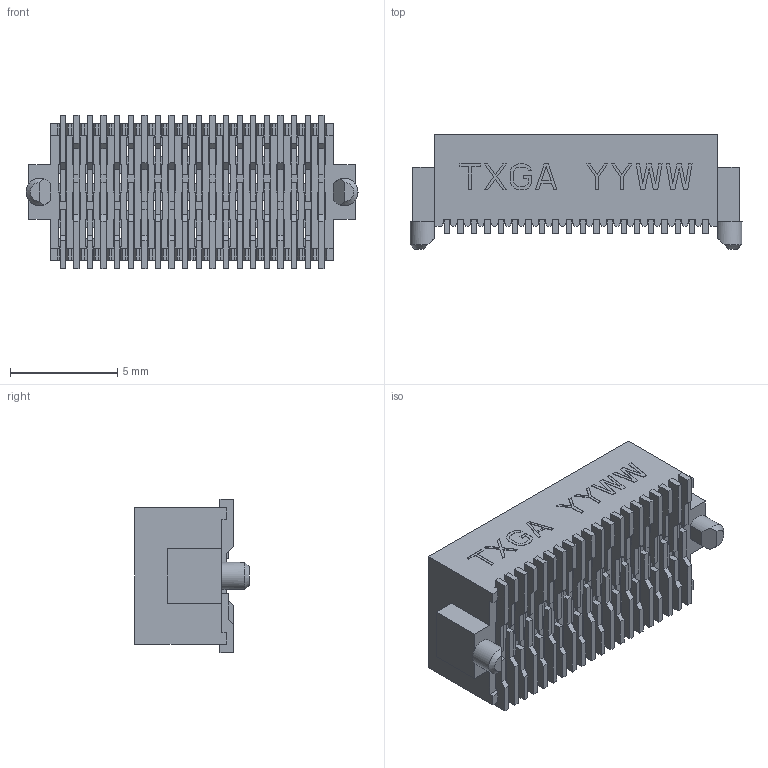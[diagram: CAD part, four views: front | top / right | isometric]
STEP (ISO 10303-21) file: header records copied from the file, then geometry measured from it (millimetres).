
FILE_DESCRIPTION((''),'2;1');
FILE_NAME('FBB12709-F20-H46_ASM','2026-03-17T10:00:57',('gongchengVV'),(''),'CREO PARAMETRIC BY PTC INC, 2020033','CREO PARAMETRIC BY PTC INC, 2020033','');
FILE_SCHEMA(('CONFIG_CONTROL_DESIGN'));
Length unit declared in the file: millimetre
Products named in the file (1): FBB12709-F20-H46_ASM
Bounding box: 15.49 x 5.33 x 7.15 mm (x, y, z)
Volume: 317.5 mm3; surface area: 1339.6 mm2
Topology: 41 solids, 41 shells, 1798 faces, 5077 edges, 3330 vertices
Faces by surface type: plane 1754, cylinder 42, cone 2
Entity records: 56917 total; most frequent: CARTESIAN_POINT 10241, ORIENTED_EDGE 10154, DIRECTION 8755, EDGE_CURVE 5077, VECTOR 4979, LINE 4979, VERTEX_POINT 3330, AXIS2_PLACEMENT_3D 1888
